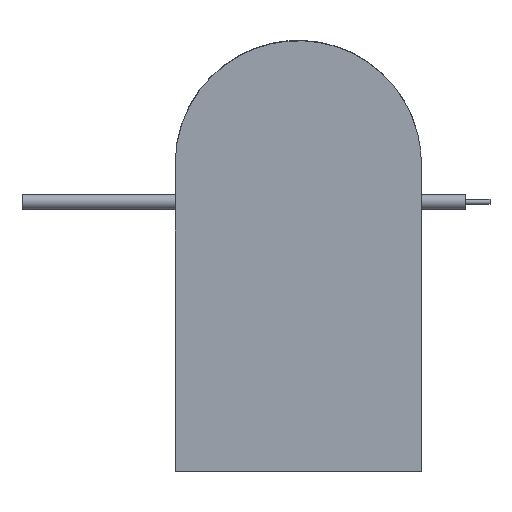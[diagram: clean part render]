
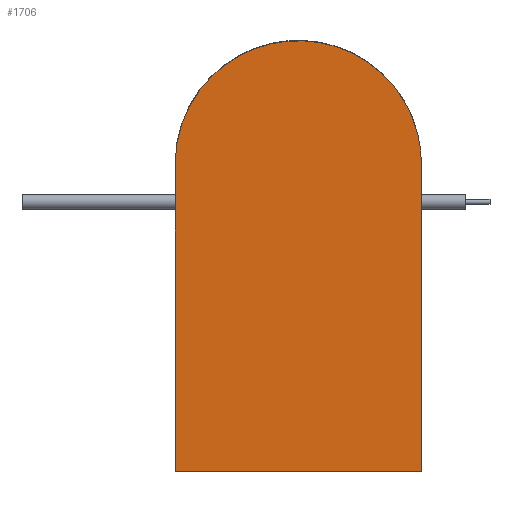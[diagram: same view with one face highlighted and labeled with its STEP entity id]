
A CAD part, left-side view. The second image highlights one B-rep face of the part: STEP entity #1706.
In plain terms, the highlighted free-form (B-spline) face has degree [1, 1] with [2, 2] control points.
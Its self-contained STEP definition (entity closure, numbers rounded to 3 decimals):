
#1706 = ADVANCED_FACE('',(#1707),#1740,.F.);
#1707 = FACE_BOUND('',#1708,.T.);
#1708 = EDGE_LOOP('',(#1709,#1718,#1728,#1735));
#1709 = ORIENTED_EDGE('',*,*,#1710,.F.);
#1710 = EDGE_CURVE('',#1711,#1713,#1715,.T.);
#1711 = VERTEX_POINT('',#1712);
#1712 = CARTESIAN_POINT('',(3.294,-61.559,
    -28.213));
#1713 = VERTEX_POINT('',#1714);
#1714 = CARTESIAN_POINT('',(8.718,-61.559,
    -181.219));
#1715 = B_SPLINE_CURVE_WITH_KNOTS('',1,(#1716,#1717),.UNSPECIFIED.,.F.,
  .F.,(2,2),(-120.,5.),.PIECEWISE_BEZIER_KNOTS.);
#1716 = CARTESIAN_POINT('',(3.294,-61.559,
    -28.213));
#1717 = CARTESIAN_POINT('',(8.718,-61.559,
    -181.219));
#1718 = ORIENTED_EDGE('',*,*,#1719,.F.);
#1719 = EDGE_CURVE('',#1720,#1711,#1722,.T.);
#1720 = VERTEX_POINT('',#1721);
#1721 = CARTESIAN_POINT('',(3.294,60.923,
    -28.213));
#1722 = ( BOUNDED_CURVE() B_SPLINE_CURVE(2,(#1723,#1724,#1725,#1726,
#1727),.UNSPECIFIED.,.F.,.F.) B_SPLINE_CURVE_WITH_KNOTS((3,2,3),(0.,
1.571,3.142),.PIECEWISE_BEZIER_KNOTS.) CURVE() 
GEOMETRIC_REPRESENTATION_ITEM() RATIONAL_B_SPLINE_CURVE((1.,
0.707,1.,0.707,1.)) REPRESENTATION_ITEM('') );
#1723 = CARTESIAN_POINT('',(3.294,60.923,
    -28.213));
#1724 = CARTESIAN_POINT('',(1.124,60.923,
    32.99));
#1725 = CARTESIAN_POINT('',(1.124,-0.318,
    32.99));
#1726 = CARTESIAN_POINT('',(1.124,-61.559,
    32.99));
#1727 = CARTESIAN_POINT('',(3.294,-61.559,
    -28.213));
#1728 = ORIENTED_EDGE('',*,*,#1729,.T.);
#1729 = EDGE_CURVE('',#1720,#1730,#1732,.T.);
#1730 = VERTEX_POINT('',#1731);
#1731 = CARTESIAN_POINT('',(8.718,60.923,
    -181.219));
#1732 = B_SPLINE_CURVE_WITH_KNOTS('',1,(#1733,#1734),.UNSPECIFIED.,.F.,
  .F.,(2,2),(-120.,5.),.PIECEWISE_BEZIER_KNOTS.);
#1733 = CARTESIAN_POINT('',(3.294,60.923,
    -28.213));
#1734 = CARTESIAN_POINT('',(8.718,60.923,
    -181.219));
#1735 = ORIENTED_EDGE('',*,*,#1736,.T.);
#1736 = EDGE_CURVE('',#1730,#1713,#1737,.T.);
#1737 = B_SPLINE_CURVE_WITH_KNOTS('',1,(#1738,#1739),.UNSPECIFIED.,.F.,
  .F.,(2,2),(-100.,-0.),.PIECEWISE_BEZIER_KNOTS.);
#1738 = CARTESIAN_POINT('',(8.718,60.923,
    -181.219));
#1739 = CARTESIAN_POINT('',(8.718,-61.559,
    -181.219));
#1740 = B_SPLINE_SURFACE_WITH_KNOTS('',1,1,(
    (#1741,#1742)
    ,(#1743,#1744
    )),.UNSPECIFIED.,.F.,.F.,.F.,(2,2),(2,2),(-170.,5.),(
    0.,100.),.PIECEWISE_BEZIER_KNOTS.);
#1741 = CARTESIAN_POINT('',(1.124,-61.559,
    32.99));
#1742 = CARTESIAN_POINT('',(1.124,60.923,
    32.99));
#1743 = CARTESIAN_POINT('',(8.718,-61.559,
    -181.219));
#1744 = CARTESIAN_POINT('',(8.718,60.923,
    -181.219));
